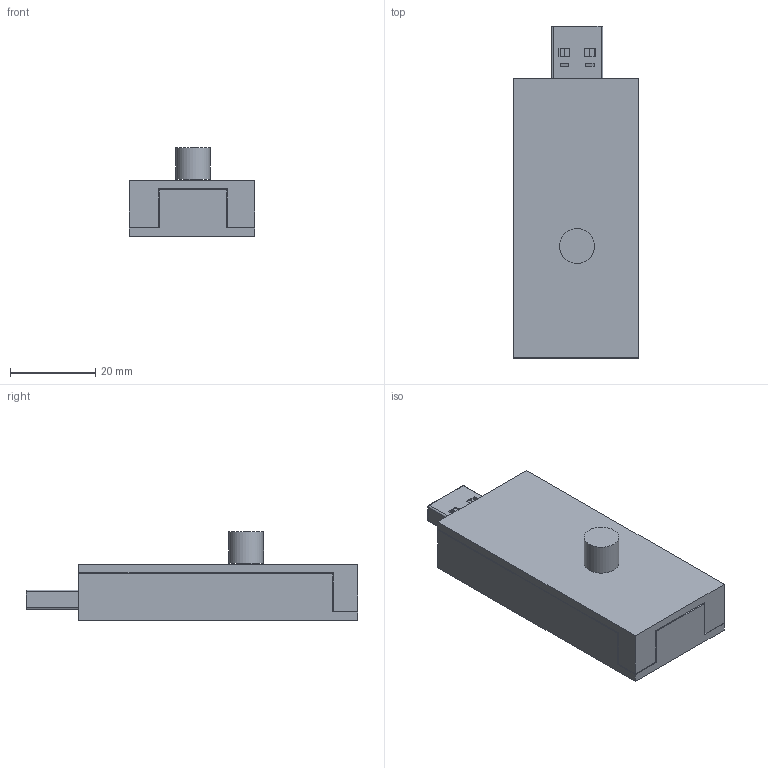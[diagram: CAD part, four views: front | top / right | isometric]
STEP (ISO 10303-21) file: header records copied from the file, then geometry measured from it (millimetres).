
FILE_DESCRIPTION(/* description */ (''),/* implementation_level */ '2;1');
FILE_NAME(/* name */ 'Assembled PCB v13.step',/* time_stamp */ '2024-05-18T12:20:47-04:00',/* author */ (''),/* organization */ (''),/* preprocessor_version */ 'ST-DEVELOPER v20',/* originating_system */ 'Autodesk Translation Framework v12.20.1.177',/* authorisation */ '');
FILE_SCHEMA (('AUTOMOTIVE_DESIGN { 1 0 10303 214 3 1 1 }'));
Length unit declared in the file: millimetre
Products named in the file (19): Assembled PCB; USB Connector; ATTINY44A-PU; PCB V2; PinHeader_2x05_P2.54mm_Horizontal; PinHeader_2x05_P254mm_Horizontal; eda_PCB; Electrical Components; Component1; Component2; Component3; Component4; Component5; Component6; Component7; Component8; Component9; Component10; Component11
Assembly tree (18 placements, depth 4):
  Assembled PCB
    USB Connector
    ATTINY44A-PU
    PCB V2
      PinHeader_2x05_P2.54mm_Horizontal
        PinHeader_2x05_P254mm_Horizontal
      eda_PCB
    Electrical Components
      Component1
      Component2
      Component3
      Component4
      Component5
      Component6
      Component7
      Component8
      Component9
      Component10
      Component11
Bounding box: 29.5 x 77.81 x 20.85 mm (x, y, z)
Volume: 16062.8 mm3; surface area: 19270.5 mm2
Topology: 33 solids, 33 shells, 921 faces, 2344 edges, 1518 vertices
Faces by surface type: plane 777, cylinder 130, bspline 8, cone 6
Full cylindrical faces by diameter (mm): 0.356 x1, 0.8 x14, 1 x20, 1.1 x2, 4.4 x1, 8.15 x1
Entity records: 28687 total; most frequent: CARTESIAN_POINT 5018, ORIENTED_EDGE 4688, DIRECTION 4524, EDGE_CURVE 2344, LINE 2060, VECTOR 2060, VERTEX_POINT 1518, AXIS2_PLACEMENT_3D 1232
